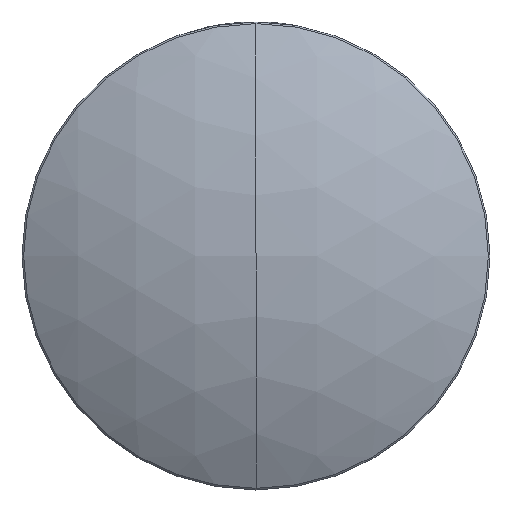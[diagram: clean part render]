
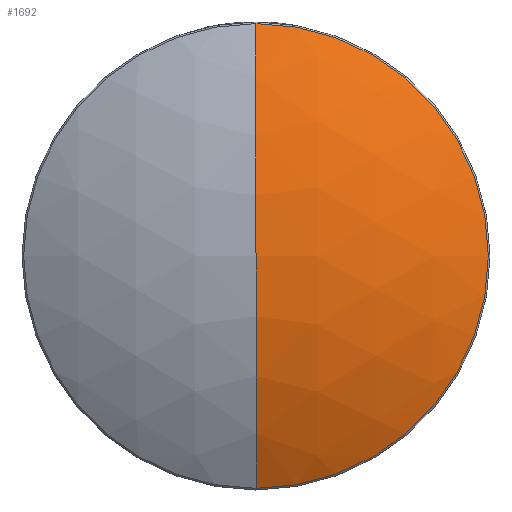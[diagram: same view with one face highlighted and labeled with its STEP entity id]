
A CAD part, top view. The second image highlights one B-rep face of the part: STEP entity #1692.
In plain terms, the highlighted spherical face has radius 51.5 mm.
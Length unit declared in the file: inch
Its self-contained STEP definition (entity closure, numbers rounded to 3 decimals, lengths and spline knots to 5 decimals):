
#3 = DIRECTION ( 'NONE',  ( 0., 1., 0. ) ) ;
#7 = ORIENTED_EDGE ( 'NONE', *, *, #681, .T. ) ;
#52 = CARTESIAN_POINT ( 'NONE',  ( 0., 0., 0.19075 ) ) ;
#61 = CARTESIAN_POINT ( 'NONE',  ( 0., 0., -1.83681 ) ) ;
#78 = AXIS2_PLACEMENT_3D ( 'NONE', #2582, #1321, #2366 ) ;
#296 = EDGE_CURVE ( 'NONE', #870, #319, #940, .T. ) ;
#297 = DIRECTION ( 'NONE',  ( 0., -1., 0. ) ) ;
#302 = DIRECTION ( 'NONE',  ( 1., 0., 0. ) ) ;
#319 = VERTEX_POINT ( 'NONE', #52 ) ;
#343 = EDGE_LOOP ( 'NONE', ( #2095, #1152, #7, #2164 ) ) ;
#380 = EDGE_CURVE ( 'NONE', #870, #2699, #1032, .T. ) ;
#511 = AXIS2_PLACEMENT_3D ( 'NONE', #675, #1290, #3 ) ;
#586 = EDGE_CURVE ( 'NONE', #2699, #591, #2371, .T. ) ;
#591 = VERTEX_POINT ( 'NONE', #1551 ) ;
#675 = CARTESIAN_POINT ( 'NONE',  ( 0., 0., -1.83681 ) ) ;
#681 = EDGE_CURVE ( 'NONE', #591, #319, #751, .T. ) ;
#751 = CIRCLE ( 'NONE', #511, 2.02756 ) ;
#753 = FACE_OUTER_BOUND ( 'NONE', #343, .T. ) ;
#870 = VERTEX_POINT ( 'NONE', #2379 ) ;
#940 = CIRCLE ( 'NONE', #973, 2.02756 ) ;
#973 = AXIS2_PLACEMENT_3D ( 'NONE', #61, #1310, #2150 ) ;
#1032 = CIRCLE ( 'NONE', #2519, 0.99304 ) ;
#1152 = ORIENTED_EDGE ( 'NONE', *, *, #586, .T. ) ;
#1290 = DIRECTION ( 'NONE',  ( 1., 0., 0. ) ) ;
#1310 = DIRECTION ( 'NONE',  ( -1., 0., 0. ) ) ;
#1321 = DIRECTION ( 'NONE',  ( 0., 0., 1. ) ) ;
#1551 = CARTESIAN_POINT ( 'NONE',  ( 0., 0.99304, -0.06908 ) ) ;
#1692 = ADVANCED_FACE ( 'NONE', ( #753 ), #2405, .T. ) ;
#1698 = AXIS2_PLACEMENT_3D ( 'NONE', #1978, #1768, #297 ) ;
#1768 = DIRECTION ( 'NONE',  ( 1., 0., 0. ) ) ;
#1827 = CARTESIAN_POINT ( 'NONE',  ( 0.99304, 0., -0.06908 ) ) ;
#1928 = CARTESIAN_POINT ( 'NONE',  ( 0., 0., -0.06908 ) ) ;
#1978 = CARTESIAN_POINT ( 'NONE',  ( 0., 0., -1.83681 ) ) ;
#2095 = ORIENTED_EDGE ( 'NONE', *, *, #380, .T. ) ;
#2150 = DIRECTION ( 'NONE',  ( 0., -1., 0. ) ) ;
#2164 = ORIENTED_EDGE ( 'NONE', *, *, #296, .F. ) ;
#2345 = DIRECTION ( 'NONE',  ( 0., 0., 1. ) ) ;
#2366 = DIRECTION ( 'NONE',  ( 1., 0., 0. ) ) ;
#2371 = CIRCLE ( 'NONE', #78, 0.99304 ) ;
#2379 = CARTESIAN_POINT ( 'NONE',  ( 0., -0.99304, -0.06908 ) ) ;
#2405 = SPHERICAL_SURFACE ( 'NONE', #1698, 2.02756 ) ;
#2519 = AXIS2_PLACEMENT_3D ( 'NONE', #1928, #2345, #302 ) ;
#2582 = CARTESIAN_POINT ( 'NONE',  ( 0., 0., -0.06908 ) ) ;
#2699 = VERTEX_POINT ( 'NONE', #1827 ) ;
